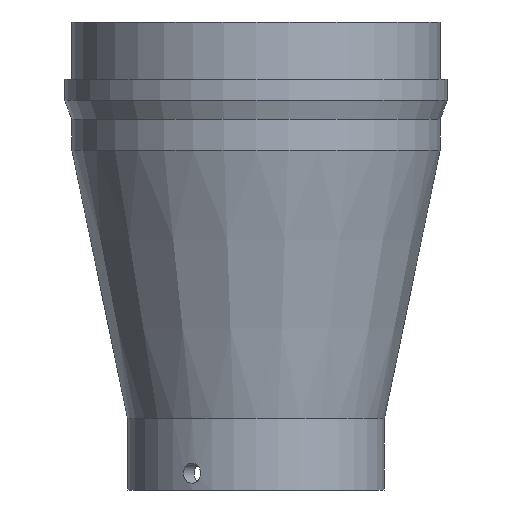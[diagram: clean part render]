
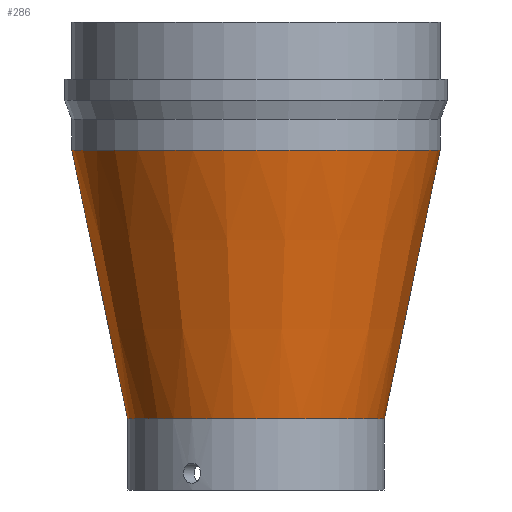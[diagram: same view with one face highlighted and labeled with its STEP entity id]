
A CAD part, left-side view. The second image highlights one B-rep face of the part: STEP entity #286.
In plain terms, the highlighted conical face has half-angle 11.72 degrees and reference radius 21.9 mm.
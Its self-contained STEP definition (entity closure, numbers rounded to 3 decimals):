
#33=CIRCLE('',#332,18.);
#34=CIRCLE('',#334,25.8);
#42=CONICAL_SURFACE('',#333,21.9,0.205);
#53=FACE_OUTER_BOUND('',#76,.T.);
#76=EDGE_LOOP('',(#239,#240,#241,#242));
#95=LINE('',#685,#110);
#110=VECTOR('',#395,21.9);
#142=VERTEX_POINT('',#678);
#143=VERTEX_POINT('',#683);
#173=EDGE_CURVE('',#142,#142,#33,.T.);
#176=EDGE_CURVE('',#143,#143,#34,.T.);
#177=EDGE_CURVE('',#143,#142,#95,.T.);
#239=ORIENTED_EDGE('',*,*,#176,.F.);
#240=ORIENTED_EDGE('',*,*,#177,.T.);
#241=ORIENTED_EDGE('',*,*,#173,.T.);
#242=ORIENTED_EDGE('',*,*,#177,.F.);
#286=ADVANCED_FACE('',(#53),#42,.T.);
#332=AXIS2_PLACEMENT_3D('',#679,#387,#388);
#333=AXIS2_PLACEMENT_3D('',#682,#391,#392);
#334=AXIS2_PLACEMENT_3D('',#684,#393,#394);
#387=DIRECTION('center_axis',(0.,0.,1.));
#388=DIRECTION('ref_axis',(1.,0.,0.));
#391=DIRECTION('center_axis',(0.,0.,1.));
#392=DIRECTION('ref_axis',(0.,1.,0.));
#393=DIRECTION('center_axis',(0.,0.,1.));
#394=DIRECTION('ref_axis',(1.,0.,0.));
#395=DIRECTION('',(0.,0.203,-0.979));
#678=CARTESIAN_POINT('',(0.,-18.,-47.6));
#679=CARTESIAN_POINT('Origin',(0.,0.,-47.6));
#682=CARTESIAN_POINT('Origin',(0.,0.,-28.8));
#683=CARTESIAN_POINT('',(0.,-25.8,-10.));
#684=CARTESIAN_POINT('Origin',(0.,0.,-10.));
#685=CARTESIAN_POINT('',(0.,-21.9,-28.8));
